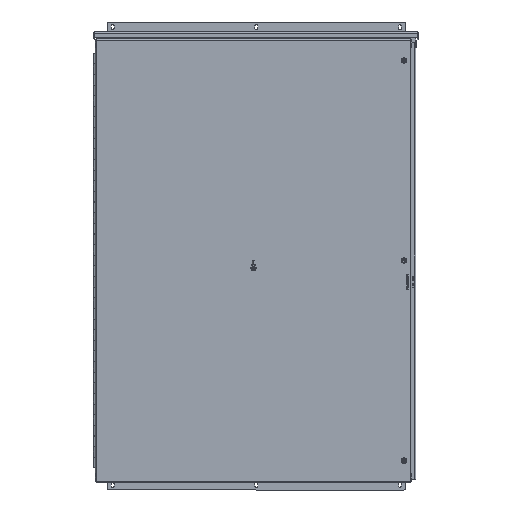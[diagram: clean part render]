
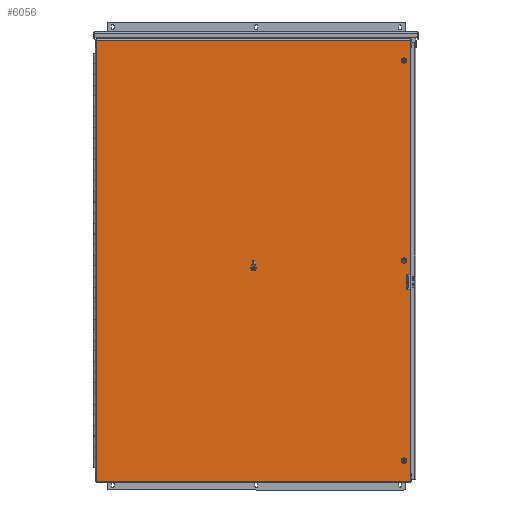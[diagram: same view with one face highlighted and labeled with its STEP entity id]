
A CAD part, front view. The second image highlights one B-rep face of the part: STEP entity #6056.
In plain terms, the highlighted planar face has unit normal (0, -1, 0).
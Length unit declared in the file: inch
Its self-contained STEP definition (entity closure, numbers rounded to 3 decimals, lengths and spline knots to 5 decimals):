
#254 = ORIENTED_EDGE ( 'NONE', *, *, #4488, .T. ) ;
#677 = EDGE_LOOP ( 'NONE', ( #28608, #254, #22175, #3210 ) ) ;
#1082 = EDGE_CURVE ( 'NONE', #38016, #27196, #19123, .T. ) ;
#1400 = CARTESIAN_POINT ( 'NONE',  ( -15.026, -12.172, -21.163 ) ) ;
#1495 = VERTEX_POINT ( 'NONE', #32752 ) ;
#1667 = DIRECTION ( 'NONE',  ( 1., 0., 0. ) ) ;
#1697 = FACE_BOUND ( 'NONE', #15056, .T. ) ;
#1798 = EDGE_CURVE ( 'NONE', #1495, #37177, #17324, .T. ) ;
#1900 = CARTESIAN_POINT ( 'NONE',  ( 14.508, -12.172, -21.163 ) ) ;
#1981 = CARTESIAN_POINT ( 'NONE',  ( 14.14725, -12.172, -1.741 ) ) ;
#2139 = AXIS2_PLACEMENT_3D ( 'NONE', #27074, #20223, #38684 ) ;
#2852 = EDGE_CURVE ( 'NONE', #12893, #9227, #31730, .T. ) ;
#3090 = VERTEX_POINT ( 'NONE', #29181 ) ;
#3210 = ORIENTED_EDGE ( 'NONE', *, *, #26596, .T. ) ;
#3230 = CIRCLE ( 'NONE', #34680, 0.133 ) ;
#3437 = VERTEX_POINT ( 'NONE', #29133 ) ;
#3988 = VECTOR ( 'NONE', #22109, 39.37008 ) ;
#4073 = VERTEX_POINT ( 'NONE', #19908 ) ;
#4090 = CARTESIAN_POINT ( 'NONE',  ( 13.884, -12.172, -0.4285 ) ) ;
#4331 = CARTESIAN_POINT ( 'NONE',  ( 14.508, -12.172, -21.163 ) ) ;
#4488 = EDGE_CURVE ( 'NONE', #9227, #3437, #28723, .T. ) ;
#4857 = FACE_OUTER_BOUND ( 'NONE', #10227, .T. ) ;
#5028 = CARTESIAN_POINT ( 'NONE',  ( 14.508, -12.172, -21.163 ) ) ;
#5985 = EDGE_CURVE ( 'NONE', #3090, #11945, #9333, .T. ) ;
#6056 = ADVANCED_FACE ( 'NONE', ( #4857, #37715, #34967, #10774, #1697 ), #16863, .T. ) ;
#6890 = DIRECTION ( 'NONE',  ( 0., 0., 1. ) ) ;
#6985 = EDGE_LOOP ( 'NONE', ( #38888, #12931 ) ) ;
#7018 = DIRECTION ( 'NONE',  ( -1., 0., 0. ) ) ;
#7396 = DIRECTION ( 'NONE',  ( 0., 1., 0. ) ) ;
#7783 = EDGE_CURVE ( 'NONE', #15190, #15628, #19300, .T. ) ;
#8871 = VECTOR ( 'NONE', #6890, 39.37008 ) ;
#9209 = DIRECTION ( 'NONE',  ( -1., 0., 0. ) ) ;
#9227 = VERTEX_POINT ( 'NONE', #20873 ) ;
#9298 = CIRCLE ( 'NONE', #9921, 0.133 ) ;
#9333 = CIRCLE ( 'NONE', #26315, 0.133 ) ;
#9592 = AXIS2_PLACEMENT_3D ( 'NONE', #27628, #12295, #27250 ) ;
#9744 = ORIENTED_EDGE ( 'NONE', *, *, #5985, .T. ) ;
#9921 = AXIS2_PLACEMENT_3D ( 'NONE', #9968, #7396, #31030 ) ;
#9968 = CARTESIAN_POINT ( 'NONE',  ( 13.884, -12.172, -19.241 ) ) ;
#10210 = CIRCLE ( 'NONE', #9592, 0.133 ) ;
#10227 = EDGE_LOOP ( 'NONE', ( #23412, #26160, #14449, #24713 ) ) ;
#10774 = FACE_BOUND ( 'NONE', #28659, .T. ) ;
#11945 = VERTEX_POINT ( 'NONE', #32169 ) ;
#12295 = DIRECTION ( 'NONE',  ( 0., 1., 0. ) ) ;
#12893 = VERTEX_POINT ( 'NONE', #21227 ) ;
#12931 = ORIENTED_EDGE ( 'NONE', *, *, #28436, .T. ) ;
#13731 = ORIENTED_EDGE ( 'NONE', *, *, #24567, .T. ) ;
#14143 = CARTESIAN_POINT ( 'NONE',  ( 14.45975, -12.172, -1.741 ) ) ;
#14449 = ORIENTED_EDGE ( 'NONE', *, *, #34099, .T. ) ;
#15056 = EDGE_LOOP ( 'NONE', ( #37330, #13731 ) ) ;
#15190 = VERTEX_POINT ( 'NONE', #4331 ) ;
#15628 = VERTEX_POINT ( 'NONE', #34394 ) ;
#15720 = CARTESIAN_POINT ( 'NONE',  ( 13.751, -12.172, 18.384 ) ) ;
#16317 = EDGE_CURVE ( 'NONE', #4073, #18940, #3230, .T. ) ;
#16461 = LINE ( 'NONE', #5028, #18073 ) ;
#16678 = DIRECTION ( 'NONE',  ( 1., 0., 0. ) ) ;
#16863 = PLANE ( 'NONE',  #33209 ) ;
#16883 = LINE ( 'NONE', #14143, #32062 ) ;
#17324 = LINE ( 'NONE', #29315, #3988 ) ;
#18073 = VECTOR ( 'NONE', #1667, 39.37008 ) ;
#18940 = VERTEX_POINT ( 'NONE', #15720 ) ;
#19123 = CIRCLE ( 'NONE', #2139, 0.133 ) ;
#19186 = CIRCLE ( 'NONE', #27335, 0.133 ) ;
#19232 = CARTESIAN_POINT ( 'NONE',  ( 14.508, -12.172, 20.306 ) ) ;
#19300 = LINE ( 'NONE', #22254, #8871 ) ;
#19908 = CARTESIAN_POINT ( 'NONE',  ( 14.017, -12.172, 18.384 ) ) ;
#20223 = DIRECTION ( 'NONE',  ( 0., 1., 0. ) ) ;
#20740 = CARTESIAN_POINT ( 'NONE',  ( 13.751, -12.172, -19.241 ) ) ;
#20873 = CARTESIAN_POINT ( 'NONE',  ( 14.45975, -12.172, -3.116 ) ) ;
#21153 = DIRECTION ( 'NONE',  ( 0., 1., 0. ) ) ;
#21227 = CARTESIAN_POINT ( 'NONE',  ( 14.45975, -12.172, -1.741 ) ) ;
#21425 = DIRECTION ( 'NONE',  ( 0., 1., 0. ) ) ;
#21885 = EDGE_CURVE ( 'NONE', #11945, #3090, #19186, .T. ) ;
#22109 = DIRECTION ( 'NONE',  ( 0., 0., -1. ) ) ;
#22175 = ORIENTED_EDGE ( 'NONE', *, *, #35017, .T. ) ;
#22254 = CARTESIAN_POINT ( 'NONE',  ( 14.508, -12.172, -21.163 ) ) ;
#22694 = DIRECTION ( 'NONE',  ( 0., 0., -1. ) ) ;
#23412 = ORIENTED_EDGE ( 'NONE', *, *, #25715, .T. ) ;
#24567 = EDGE_CURVE ( 'NONE', #27196, #38016, #9298, .T. ) ;
#24713 = ORIENTED_EDGE ( 'NONE', *, *, #7783, .T. ) ;
#25031 = VECTOR ( 'NONE', #29726, 39.37008 ) ;
#25253 = CARTESIAN_POINT ( 'NONE',  ( 14.017, -12.172, -19.241 ) ) ;
#25715 = EDGE_CURVE ( 'NONE', #15628, #1495, #28066, .T. ) ;
#25738 = VECTOR ( 'NONE', #9209, 39.37008 ) ;
#26160 = ORIENTED_EDGE ( 'NONE', *, *, #1798, .T. ) ;
#26196 = LINE ( 'NONE', #1981, #25031 ) ;
#26315 = AXIS2_PLACEMENT_3D ( 'NONE', #4090, #21425, #33417 ) ;
#26596 = EDGE_CURVE ( 'NONE', #31431, #12893, #16883, .T. ) ;
#27074 = CARTESIAN_POINT ( 'NONE',  ( 13.884, -12.172, -19.241 ) ) ;
#27196 = VERTEX_POINT ( 'NONE', #20740 ) ;
#27250 = DIRECTION ( 'NONE',  ( 1., 0., 0. ) ) ;
#27335 = AXIS2_PLACEMENT_3D ( 'NONE', #36125, #29833, #38862 ) ;
#27628 = CARTESIAN_POINT ( 'NONE',  ( 13.884, -12.172, 18.384 ) ) ;
#27836 = VECTOR ( 'NONE', #22694, 39.37008 ) ;
#28066 = LINE ( 'NONE', #19232, #37601 ) ;
#28190 = CARTESIAN_POINT ( 'NONE',  ( 14.45975, -12.172, -3.116 ) ) ;
#28436 = EDGE_CURVE ( 'NONE', #18940, #4073, #10210, .T. ) ;
#28608 = ORIENTED_EDGE ( 'NONE', *, *, #2852, .T. ) ;
#28659 = EDGE_LOOP ( 'NONE', ( #36102, #9744 ) ) ;
#28699 = DIRECTION ( 'NONE',  ( 1., 0., 0. ) ) ;
#28723 = LINE ( 'NONE', #29503, #25738 ) ;
#29076 = DIRECTION ( 'NONE',  ( 0., -1., 0. ) ) ;
#29133 = CARTESIAN_POINT ( 'NONE',  ( 14.14725, -12.172, -3.116 ) ) ;
#29181 = CARTESIAN_POINT ( 'NONE',  ( 13.751, -12.172, -0.4285 ) ) ;
#29315 = CARTESIAN_POINT ( 'NONE',  ( -15.026, -12.172, -21.163 ) ) ;
#29503 = CARTESIAN_POINT ( 'NONE',  ( 14.14725, -12.172, -3.116 ) ) ;
#29726 = DIRECTION ( 'NONE',  ( 0., 0., 1. ) ) ;
#29833 = DIRECTION ( 'NONE',  ( 0., 1., 0. ) ) ;
#31030 = DIRECTION ( 'NONE',  ( 1., 0., 0. ) ) ;
#31431 = VERTEX_POINT ( 'NONE', #36234 ) ;
#31730 = LINE ( 'NONE', #28190, #27836 ) ;
#32062 = VECTOR ( 'NONE', #28699, 39.37008 ) ;
#32169 = CARTESIAN_POINT ( 'NONE',  ( 14.017, -12.172, -0.4285 ) ) ;
#32752 = CARTESIAN_POINT ( 'NONE',  ( -15.026, -12.172, 20.306 ) ) ;
#33209 = AXIS2_PLACEMENT_3D ( 'NONE', #1900, #29076, #16678 ) ;
#33417 = DIRECTION ( 'NONE',  ( 1., 0., 0. ) ) ;
#34099 = EDGE_CURVE ( 'NONE', #37177, #15190, #16461, .T. ) ;
#34394 = CARTESIAN_POINT ( 'NONE',  ( 14.508, -12.172, 20.306 ) ) ;
#34492 = DIRECTION ( 'NONE',  ( 1., 0., 0. ) ) ;
#34680 = AXIS2_PLACEMENT_3D ( 'NONE', #36096, #21153, #34492 ) ;
#34967 = FACE_BOUND ( 'NONE', #677, .T. ) ;
#35017 = EDGE_CURVE ( 'NONE', #3437, #31431, #26196, .T. ) ;
#36096 = CARTESIAN_POINT ( 'NONE',  ( 13.884, -12.172, 18.384 ) ) ;
#36102 = ORIENTED_EDGE ( 'NONE', *, *, #21885, .T. ) ;
#36125 = CARTESIAN_POINT ( 'NONE',  ( 13.884, -12.172, -0.4285 ) ) ;
#36234 = CARTESIAN_POINT ( 'NONE',  ( 14.14725, -12.172, -1.741 ) ) ;
#37177 = VERTEX_POINT ( 'NONE', #1400 ) ;
#37330 = ORIENTED_EDGE ( 'NONE', *, *, #1082, .T. ) ;
#37601 = VECTOR ( 'NONE', #7018, 39.37008 ) ;
#37715 = FACE_BOUND ( 'NONE', #6985, .T. ) ;
#38016 = VERTEX_POINT ( 'NONE', #25253 ) ;
#38684 = DIRECTION ( 'NONE',  ( 1., 0., 0. ) ) ;
#38862 = DIRECTION ( 'NONE',  ( 1., 0., 0. ) ) ;
#38888 = ORIENTED_EDGE ( 'NONE', *, *, #16317, .T. ) ;
